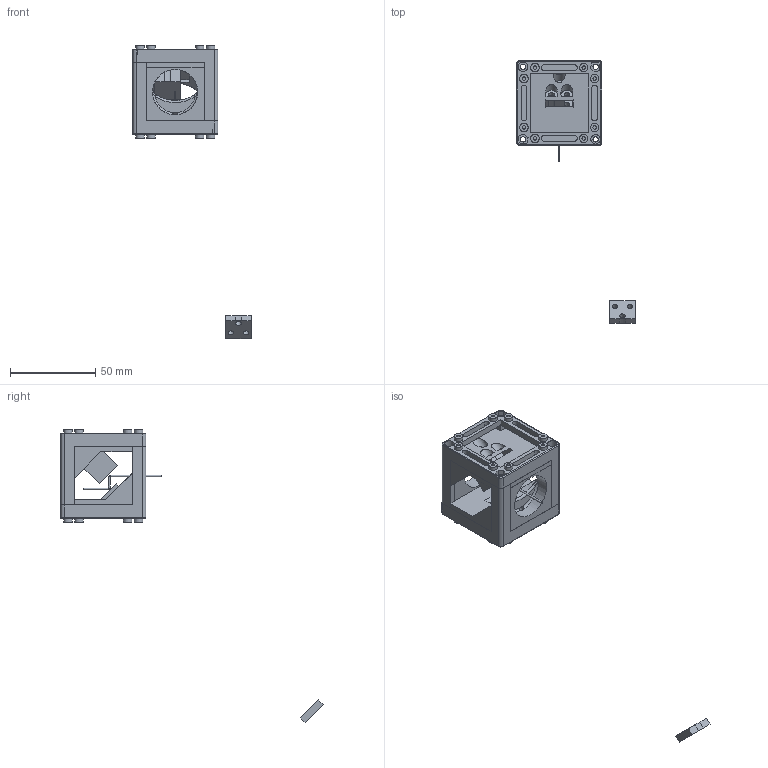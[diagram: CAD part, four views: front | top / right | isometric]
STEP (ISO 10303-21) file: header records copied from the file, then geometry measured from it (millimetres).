
FILE_DESCRIPTION(/* description */ (''),/* implementation_level */ '2;1');
FILE_NAME(/* name */ 'Assembly_Cube_Mirror_Stairs_NEW_v3.iam.step',/* time_stamp */ '2022-11-29T09:08:17+01:00',/* author */ ('diederichbenedict'),/* organization */ (''),/* preprocessor_version */ 'ST-DEVELOPER v18.1',/* originating_system */ 'Autodesk Inventor 2022',/* authorisation */ '');
FILE_SCHEMA (('AUTOMOTIVE_DESIGN { 1 0 10303 214 3 1 1 }'));
Products named in the file (7): Assembly_Cube_Mirror_Stairs_NEW_v3; Assembly_Cube_empty_IM_v3; 10_Cube_1x1_IM; 20_Cube_Insert_Mirror_Stairs_fixed_v3; 00_Beam_Stairs_7.5mm; 20_Cube_Insert_Mirror_Stairs_fixed_varspacer1_v3; 20_Cube_Insert_Mirror_Stairs_fixed_varspacer2_v3
Assembly tree (9 placements, depth 3):
  Assembly_Cube_Mirror_Stairs_NEW_v3
    20_Cube_Insert_Mirror_Stairs_fixed_v3  x2
    Assembly_Cube_empty_IM_v3
      10_Cube_1x1_IM  x2
    00_Beam_Stairs_7.5mm
    20_Cube_Insert_Mirror_Stairs_fixed_varspacer1_v3  x2
    20_Cube_Insert_Mirror_Stairs_fixed_varspacer2_v3
Bounding box: 69.38 x 153.67 x 171.81 mm (x, y, z)
Volume: 56687.1 mm3; surface area: 38123 mm2
Topology: 8 solids, 8 shells, 441 faces, 1095 edges, 721 vertices
Faces by surface type: plane 274, cylinder 144, torus 14, bspline 9
Full cylindrical faces by diameter (mm): 1 x3, 2.05 x16, 3.1 x8, 3.2 x15, 4.95 x16, 5.5 x4, 7 x2, 26.5 x2
Entity records: 7395 total; most frequent: CARTESIAN_POINT 1460, DIRECTION 1218, ORIENTED_EDGE 1136, EDGE_CURVE 568, AXIS2_PLACEMENT_3D 419, LINE 380, VECTOR 380, VERTEX_POINT 374
